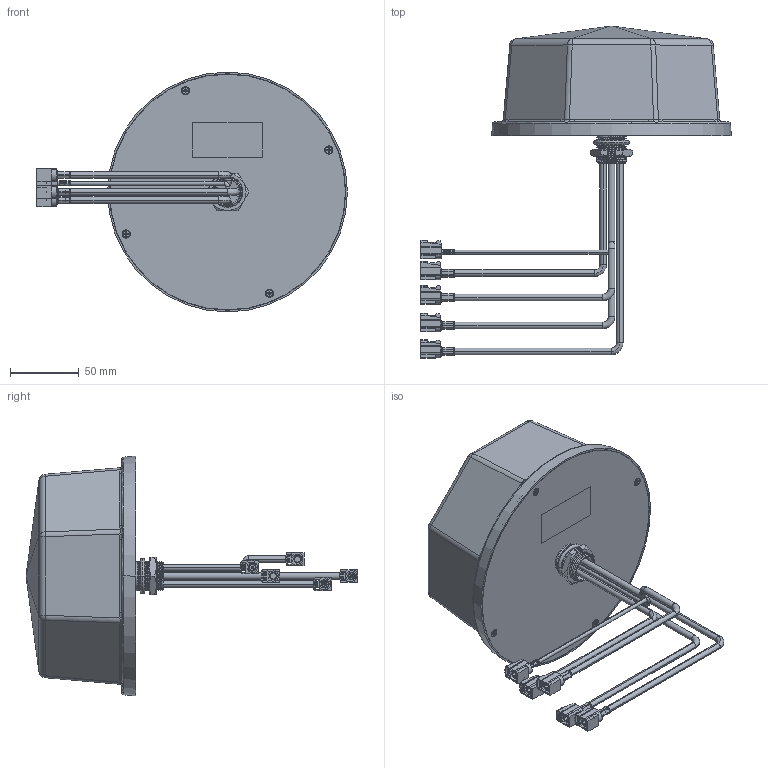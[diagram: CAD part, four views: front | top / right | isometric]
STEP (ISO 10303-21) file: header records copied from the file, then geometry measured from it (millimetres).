
FILE_DESCRIPTION (( 'STEP AP214' ), '1' );
FILE_NAME ('FMANOM1091_3D.step', '2023-03-13T19:36:30', ( '' ), ( '' ), 'SwSTEP 2.0', 'SolidWorks 2022', '' );
FILE_SCHEMA (( 'AUTOMOTIVE_DESIGN' ));
Length unit declared in the file: inch
Products named in the file (12): KA3X10^CB221YD_FMANOM1091; FMANOM1091_3D; Copy of PE44646l^CB221YD_FMANOM1091_I; CB421YD_02^CB221YD_FMANOM1091; CB221YD^FMANOM1091; CB441YD_01^CB221YD_FMANOM1091; LUOMU_M22^CB221YD_FMANOM1091; CB421YD_01^CB221YD_FMANOM1091; Copy of PE44646D^CB221YD_FMANOM1091; O-26X3^CB221YD_FMANOM1091; wires^CB221YD_FMANOM1091; Copy of PE44646C^CB221YD_FMANOM1091_CRIMPED
Assembly tree (16 placements, depth 3):
  FMANOM1091_3D
    CB221YD^FMANOM1091
      CB441YD_01^CB221YD_FMANOM1091
      CB421YD_01^CB221YD_FMANOM1091
      CB421YD_02^CB221YD_FMANOM1091
      KA3X10^CB221YD_FMANOM1091  x4
      wires^CB221YD_FMANOM1091
      O-26X3^CB221YD_FMANOM1091
      LUOMU_M22^CB221YD_FMANOM1091
      Copy of PE44646C^CB221YD_FMANOM1091_CRIMPED
      Copy of PE44646D^CB221YD_FMANOM1091  x2
      Copy of PE44646l^CB221YD_FMANOM1091_I  x2
Bounding box: 226.81 x 242.25 x 175 mm (x, y, z)
Volume: 199281.7 mm3; surface area: 193306.4 mm2
Topology: 27 solids, 27 shells, 1357 faces, 3533 edges, 2257 vertices
Faces by surface type: plane 635, cylinder 410, cone 150, bspline 120, torus 34, sphere 8
Entity records: 40508 total; most frequent: CARTESIAN_POINT 16135, ORIENTED_EDGE 4526, DIRECTION 3996, EDGE_CURVE 2263, AXIS2_PLACEMENT_3D 1465, VERTEX_POINT 1436, VECTOR 1066, LINE 1066
